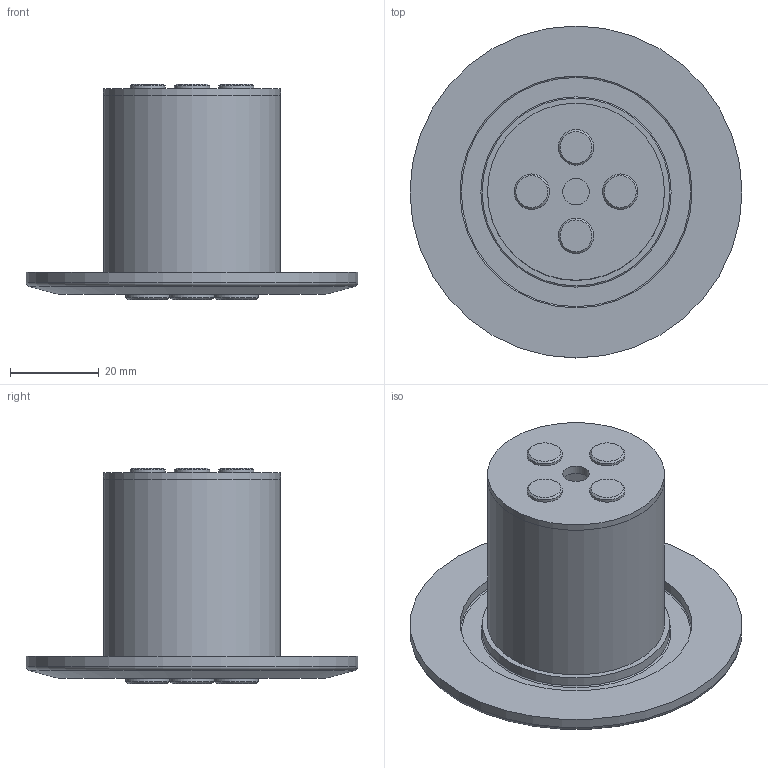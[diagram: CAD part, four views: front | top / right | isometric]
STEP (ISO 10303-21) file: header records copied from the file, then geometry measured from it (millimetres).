
FILE_DESCRIPTION(/* description */ (''),/* implementation_level */ '2;1');
FILE_NAME(/* name */ 'RT2Cryostat_InputLineConnector v9.step',/* time_stamp */ '2023-11-06T16:58:37+01:00',/* author */ (''),/* organization */ (''),/* preprocessor_version */ 'ST-DEVELOPER v20',/* originating_system */ 'Autodesk Translation Framework v12.14.0.127',/* authorisation */ '');
FILE_SCHEMA (('AUTOMOTIVE_DESIGN { 1 0 10303 214 3 1 1 }'));
Length unit declared in the file: millimetre
Products named in the file (5): RT2Cryostat_InputLineConnector; PfeifferFlange_KF50_110FBL050 v1; egg_0b_302_cll_1 v1; CylinderLid; Lemo_egg_00_302_cll_badpins v1
Assembly tree (4 placements, depth 2):
  RT2Cryostat_InputLineConnector
    PfeifferFlange_KF50_110FBL050 v1
    egg_0b_302_cll_1 v1
    CylinderLid
    Lemo_egg_00_302_cll_badpins v1
Bounding box: 75 x 75 x 48.7 mm (x, y, z)
Volume: 34280.1 mm3; surface area: 28777.1 mm2
Topology: 19 solids, 19 shells, 1593 faces, 4042 edges, 2516 vertices
Faces by surface type: plane 1011, cylinder 426, cone 153, torus 3
Full cylindrical faces by diameter (mm): 0.35 x16, 0.53 x8, 0.83 x8, 1 x8, 1.3 x8, 2.85 x4, 4.68 x4, 6 x5, 6.5 x4, 7.2 x4, 7.9 x4, 8 x4, 8.52 x4, 9.3 x4, 10 x4, 36 x3, 40 x3, 42.4 x1, 52.4 x1, 75 x1
Entity records: 50656 total; most frequent: CARTESIAN_POINT 10704, DIRECTION 8197, ORIENTED_EDGE 8052, EDGE_CURVE 4026, AXIS2_PLACEMENT_3D 2929, VERTEX_POINT 2516, LINE 2339, VECTOR 2339
